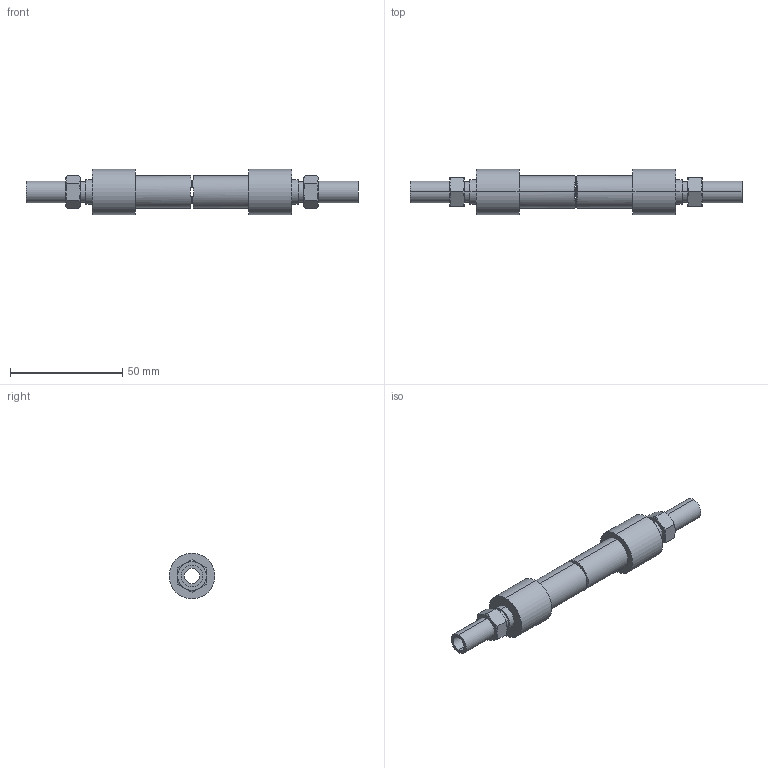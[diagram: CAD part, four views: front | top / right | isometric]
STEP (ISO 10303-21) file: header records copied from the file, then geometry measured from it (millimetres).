
FILE_DESCRIPTION(('starvars output'),'2;1');
FILE_NAME('cv20191119071546000017936.stp','07:15:46 2019/11/19',( 'Thomas Industrial Network Germany GmbH'),( 'Thomas Industrial Network Germany GmbH'),'unknown preprocess','ACIS' ,'unknown authorization');
FILE_SCHEMA(('CONFIG_CONTROL_DESIGN {UNKNOWN IMPLEMENTATION LEVEL}'));
Length unit declared in the file: millimetre
Products named in the file (3): PRODUCT_ID_1; PRODUCT_ID_2; PRODUCT_ID_3
Bounding box: 147.7 x 20.32 x 20.32 mm (x, y, z)
Volume: 18476.3 mm3; surface area: 12036.7 mm2
Topology: 4 solids, 4 shells, 86 faces, 188 edges, 116 vertices
Faces by surface type: cylinder 32, cone 28, plane 26
Entity records: 2245 total; most frequent: CARTESIAN_POINT 542, ORIENTED_EDGE 376, DIRECTION 196, EDGE_CURVE 188, VERTEX_POINT 116, EDGE_LOOP 100, FACE_BOUND 100, ADVANCED_FACE 86
